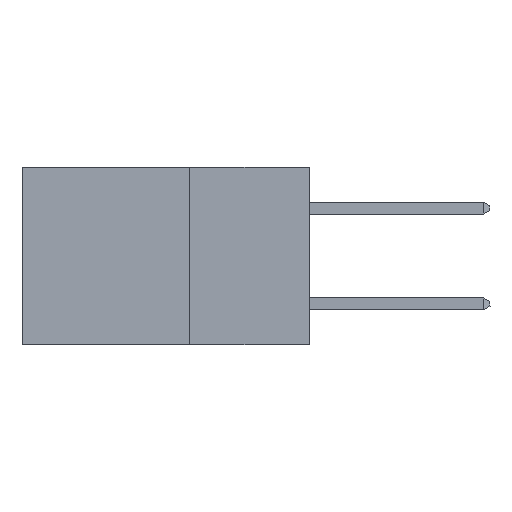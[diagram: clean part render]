
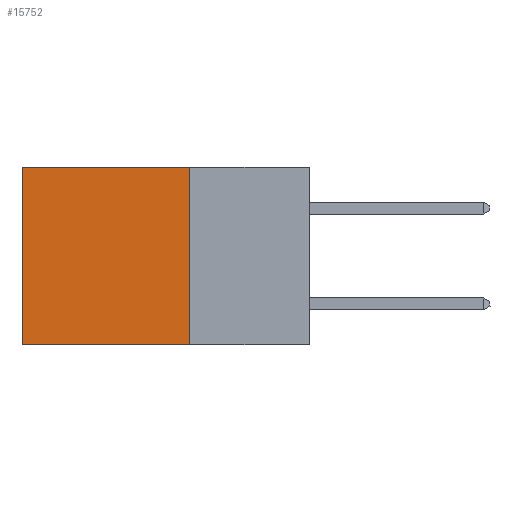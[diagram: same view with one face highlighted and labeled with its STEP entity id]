
A CAD part, left-side view. The second image highlights one B-rep face of the part: STEP entity #15752.
In plain terms, the highlighted planar face has unit normal (-1, 0, 0).
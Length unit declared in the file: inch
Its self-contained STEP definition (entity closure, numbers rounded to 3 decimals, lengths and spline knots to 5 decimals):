
#486 = CARTESIAN_POINT ( 'NONE',  ( 0.2875, 0.25, 0. ) ) ;
#545 = CARTESIAN_POINT ( 'NONE',  ( 0.2875, 0.25, 0. ) ) ;
#669 = CARTESIAN_POINT ( 'NONE',  ( 0.2875, 0.6, -0.37 ) ) ;
#1422 = VECTOR ( 'NONE', #15897, 39.37008 ) ;
#1571 = ORIENTED_EDGE ( 'NONE', *, *, #8899, .F. ) ;
#1880 = ORIENTED_EDGE ( 'NONE', *, *, #16458, .F. ) ;
#1931 = DIRECTION ( 'NONE',  ( 0., 1., 0. ) ) ;
#2182 = CARTESIAN_POINT ( 'NONE',  ( 0.2875, 0.6, 0. ) ) ;
#3461 = CARTESIAN_POINT ( 'NONE',  ( 0.2875, 0.6, 0. ) ) ;
#3510 = LINE ( 'NONE', #4463, #7165 ) ;
#3726 = VERTEX_POINT ( 'NONE', #9601 ) ;
#4409 = VERTEX_POINT ( 'NONE', #669 ) ;
#4463 = CARTESIAN_POINT ( 'NONE',  ( 0.2875, 0.25, -0.37 ) ) ;
#4640 = CARTESIAN_POINT ( 'NONE',  ( 0.2875, 0.25, 0. ) ) ;
#5227 = EDGE_CURVE ( 'NONE', #14667, #4409, #6403, .T. ) ;
#6192 = CARTESIAN_POINT ( 'NONE',  ( 0.2875, 0.25, 0. ) ) ;
#6403 = LINE ( 'NONE', #3461, #12604 ) ;
#6661 = DIRECTION ( 'NONE',  ( 0., 0., -1. ) ) ;
#7165 = VECTOR ( 'NONE', #11754, 39.37008 ) ;
#7643 = DIRECTION ( 'NONE',  ( 0., 0., -1. ) ) ;
#8899 = EDGE_CURVE ( 'NONE', #3726, #4409, #3510, .T. ) ;
#9601 = CARTESIAN_POINT ( 'NONE',  ( 0.2875, 0.25, -0.37 ) ) ;
#9819 = EDGE_LOOP ( 'NONE', ( #13826, #1571, #1880, #17093 ) ) ;
#11407 = VECTOR ( 'NONE', #1931, 39.37008 ) ;
#11754 = DIRECTION ( 'NONE',  ( 0., 1., 0. ) ) ;
#12142 = FACE_OUTER_BOUND ( 'NONE', #9819, .T. ) ;
#12580 = EDGE_CURVE ( 'NONE', #12618, #14667, #18575, .T. ) ;
#12604 = VECTOR ( 'NONE', #6661, 39.37008 ) ;
#12618 = VERTEX_POINT ( 'NONE', #545 ) ;
#13826 = ORIENTED_EDGE ( 'NONE', *, *, #5227, .T. ) ;
#14549 = PLANE ( 'NONE',  #17334 ) ;
#14667 = VERTEX_POINT ( 'NONE', #2182 ) ;
#15752 = ADVANCED_FACE ( 'NONE', ( #12142 ), #14549, .F. ) ;
#15825 = LINE ( 'NONE', #4640, #1422 ) ;
#15856 = DIRECTION ( 'NONE',  ( 1., 0., 0. ) ) ;
#15897 = DIRECTION ( 'NONE',  ( 0., 0., -1. ) ) ;
#16458 = EDGE_CURVE ( 'NONE', #12618, #3726, #15825, .T. ) ;
#17093 = ORIENTED_EDGE ( 'NONE', *, *, #12580, .T. ) ;
#17334 = AXIS2_PLACEMENT_3D ( 'NONE', #6192, #15856, #7643 ) ;
#18575 = LINE ( 'NONE', #486, #11407 ) ;
